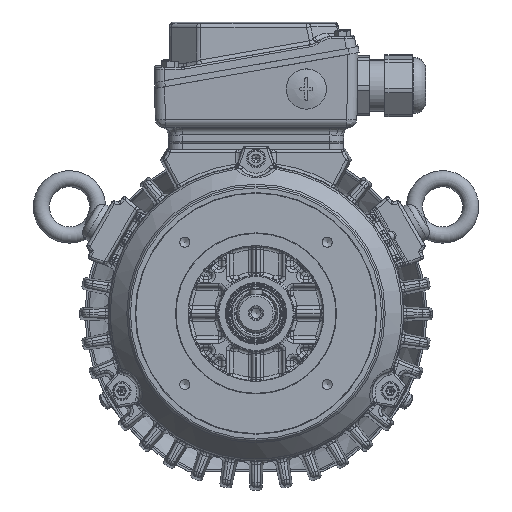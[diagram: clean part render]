
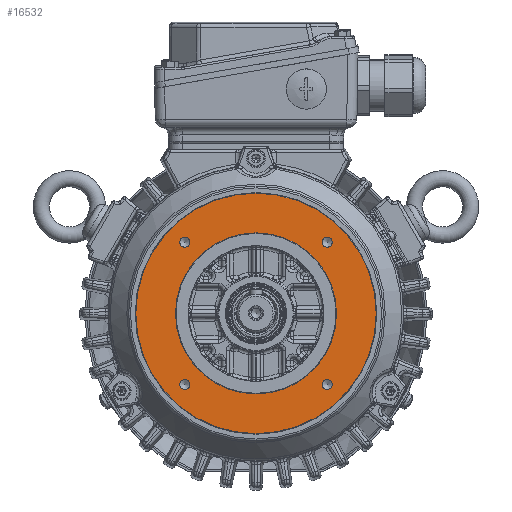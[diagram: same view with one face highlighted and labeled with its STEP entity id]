
A CAD part, top view. The second image highlights one B-rep face of the part: STEP entity #16532.
In plain terms, the highlighted planar face has unit normal (0, 0, 1).
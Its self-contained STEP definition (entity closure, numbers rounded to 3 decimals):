
#16532=ADVANCED_FACE('',(#17860,#17861,#17862,#17863,#17864,#17865),#17408,
 .T.);
#17408=PLANE('',#55739);
#17860=FACE_BOUND('',#20808,.T.);
#17861=FACE_BOUND('',#20809,.T.);
#17862=FACE_BOUND('',#20810,.T.);
#17863=FACE_BOUND('',#20811,.T.);
#17864=FACE_BOUND('',#20812,.T.);
#17865=FACE_BOUND('',#20813,.T.);
#20808=EDGE_LOOP('',(#33792));
#20809=EDGE_LOOP('',(#33793));
#20810=EDGE_LOOP('',(#33794));
#20811=EDGE_LOOP('',(#33795));
#20812=EDGE_LOOP('',(#33796));
#20813=EDGE_LOOP('',(#33797));
#33792=ORIENTED_EDGE('',*,*,#47188,.T.);
#33793=ORIENTED_EDGE('',*,*,#47392,.T.);
#33794=ORIENTED_EDGE('',*,*,#47195,.T.);
#33795=ORIENTED_EDGE('',*,*,#47193,.T.);
#33796=ORIENTED_EDGE('',*,*,#47409,.T.);
#33797=ORIENTED_EDGE('',*,*,#47410,.T.);
#39424=VERTEX_POINT('',#114147);
#39430=VERTEX_POINT('',#114163);
#39433=VERTEX_POINT('',#114170);
#39478=VERTEX_POINT('',#117659);
#39479=VERTEX_POINT('',#117736);
#39480=VERTEX_POINT('',#117738);
#47188=EDGE_CURVE('',#39424,#39424,#50315,.T.);
#47193=EDGE_CURVE('',#39430,#39430,#50320,.T.);
#47195=EDGE_CURVE('',#39433,#39433,#50322,.T.);
#47392=EDGE_CURVE('',#39478,#39478,#50427,.T.);
#47409=EDGE_CURVE('',#39479,#39479,#50429,.T.);
#47410=EDGE_CURVE('',#39480,#39480,#50430,.T.);
#50315=CIRCLE('',#55554,59.732);
#50320=CIRCLE('',#55564,2.5);
#50322=CIRCLE('',#55568,2.5);
#50427=CIRCLE('',#55733,40.);
#50429=CIRCLE('',#55737,2.5);
#50430=CIRCLE('',#55738,2.5);
#55554=AXIS2_PLACEMENT_3D('',#114146,#67908,#67909);
#55564=AXIS2_PLACEMENT_3D('',#114162,#67928,#67929);
#55568=AXIS2_PLACEMENT_3D('',#114169,#67936,#67937);
#55733=AXIS2_PLACEMENT_3D('',#117658,#68290,#68291);
#55737=AXIS2_PLACEMENT_3D('',#117735,#68298,#68299);
#55738=AXIS2_PLACEMENT_3D('',#117737,#68300,#68301);
#55739=AXIS2_PLACEMENT_3D('',#117739,#68302,#68303);
#67908=DIRECTION('',(0.,0.,1.));
#67909=DIRECTION('',(-1.,0.,0.));
#67928=DIRECTION('',(0.,0.,-1.));
#67929=DIRECTION('',(1.,0.,0.));
#67936=DIRECTION('',(0.,0.,-1.));
#67937=DIRECTION('',(1.,0.,0.));
#68290=DIRECTION('',(0.,0.,-1.));
#68291=DIRECTION('',(-1.,0.,0.));
#68298=DIRECTION('',(0.,0.,-1.));
#68299=DIRECTION('',(1.,0.,0.));
#68300=DIRECTION('',(0.,0.,-1.));
#68301=DIRECTION('',(1.,0.,0.));
#68302=DIRECTION('',(0.,0.,1.));
#68303=DIRECTION('',(-1.,0.,0.));
#114146=CARTESIAN_POINT('',(-20.194,-20.194,33.15));
#114147=CARTESIAN_POINT('',(-79.926,-20.194,33.15));
#114162=CARTESIAN_POINT('',(-55.549,-55.549,33.15));
#114163=CARTESIAN_POINT('',(-53.049,-55.549,33.15));
#114169=CARTESIAN_POINT('',(15.161,-55.549,33.15));
#114170=CARTESIAN_POINT('',(17.661,-55.549,33.15));
#117658=CARTESIAN_POINT('',(-20.194,-20.194,33.15));
#117659=CARTESIAN_POINT('',(-60.194,-20.194,33.15));
#117735=CARTESIAN_POINT('',(-55.549,15.161,33.15));
#117736=CARTESIAN_POINT('',(-53.049,15.161,33.15));
#117737=CARTESIAN_POINT('',(15.161,15.161,33.15));
#117738=CARTESIAN_POINT('',(17.661,15.161,33.15));
#117739=CARTESIAN_POINT('',(-20.194,-20.194,33.15));
